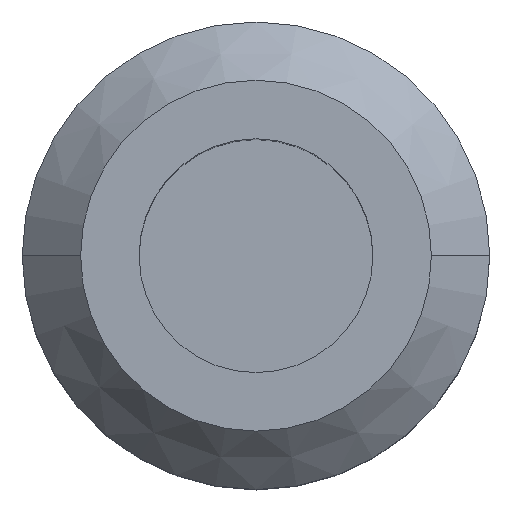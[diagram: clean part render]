
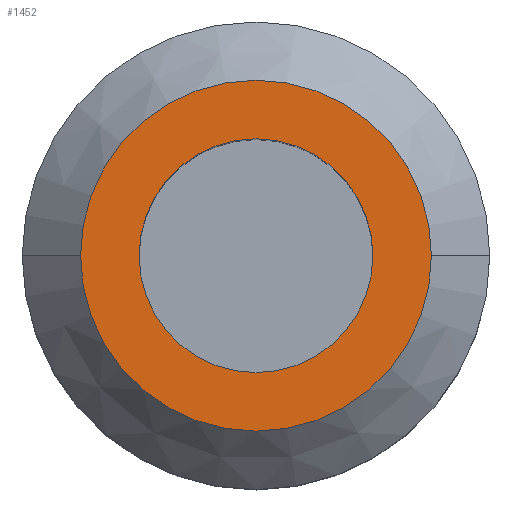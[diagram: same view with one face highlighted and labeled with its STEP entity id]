
A CAD part, top view. The second image highlights one B-rep face of the part: STEP entity #1452.
In plain terms, the highlighted planar face has unit normal (0, 0, 1).
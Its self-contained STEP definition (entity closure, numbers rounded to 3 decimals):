
#14 = CARTESIAN_POINT ( 'NONE',  ( 0., 23.825, 90.488 ) ) ;
#59 = VERTEX_POINT ( 'NONE', #299 ) ;
#70 = CARTESIAN_POINT ( 'NONE',  ( 0., 0., 90.488 ) ) ;
#78 = DIRECTION ( 'NONE',  ( 0., 0., -1. ) ) ;
#96 = EDGE_CURVE ( 'NONE', #1339, #1341, #560, .T. ) ;
#116 = DIRECTION ( 'NONE',  ( -1., 0., 0. ) ) ;
#142 = EDGE_LOOP ( 'NONE', ( #1475, #298 ) ) ;
#147 = DIRECTION ( 'NONE',  ( 0., 0., -1. ) ) ;
#202 = DIRECTION ( 'NONE',  ( -1., 0., 0. ) ) ;
#280 = EDGE_LOOP ( 'NONE', ( #434, #1621 ) ) ;
#298 = ORIENTED_EDGE ( 'NONE', *, *, #768, .T. ) ;
#299 = CARTESIAN_POINT ( 'NONE',  ( -23.825, 0., 90.488 ) ) ;
#388 = AXIS2_PLACEMENT_3D ( 'NONE', #1476, #707, #1590 ) ;
#403 = CIRCLE ( 'NONE', #388, 23.825 ) ;
#434 = ORIENTED_EDGE ( 'NONE', *, *, #746, .F. ) ;
#446 = CIRCLE ( 'NONE', #912, 23.825 ) ;
#503 = FACE_BOUND ( 'NONE', #142, .T. ) ;
#518 = AXIS2_PLACEMENT_3D ( 'NONE', #14, #147, #1048 ) ;
#560 = CIRCLE ( 'NONE', #635, 15.875 ) ;
#635 = AXIS2_PLACEMENT_3D ( 'NONE', #1642, #1017, #116 ) ;
#650 = CARTESIAN_POINT ( 'NONE',  ( 15.875, 0., 90.488 ) ) ;
#682 = EDGE_CURVE ( 'NONE', #1654, #59, #403, .T. ) ;
#707 = DIRECTION ( 'NONE',  ( 0., 0., -1. ) ) ;
#746 = EDGE_CURVE ( 'NONE', #59, #1654, #446, .T. ) ;
#768 = EDGE_CURVE ( 'NONE', #1341, #1339, #1394, .T. ) ;
#806 = PLANE ( 'NONE',  #518 ) ;
#814 = CARTESIAN_POINT ( 'NONE',  ( 23.825, 0., 90.488 ) ) ;
#866 = CARTESIAN_POINT ( 'NONE',  ( 0., 0., 90.488 ) ) ;
#912 = AXIS2_PLACEMENT_3D ( 'NONE', #70, #978, #202 ) ;
#978 = DIRECTION ( 'NONE',  ( 0., 0., -1. ) ) ;
#981 = DIRECTION ( 'NONE',  ( -1., 0., 0. ) ) ;
#1017 = DIRECTION ( 'NONE',  ( 0., 0., -1. ) ) ;
#1048 = DIRECTION ( 'NONE',  ( -1., 0., 0. ) ) ;
#1078 = AXIS2_PLACEMENT_3D ( 'NONE', #866, #78, #981 ) ;
#1102 = FACE_OUTER_BOUND ( 'NONE', #280, .T. ) ;
#1339 = VERTEX_POINT ( 'NONE', #1421 ) ;
#1341 = VERTEX_POINT ( 'NONE', #650 ) ;
#1394 = CIRCLE ( 'NONE', #1078, 15.875 ) ;
#1421 = CARTESIAN_POINT ( 'NONE',  ( -15.875, 0., 90.488 ) ) ;
#1452 = ADVANCED_FACE ( 'NONE', ( #503, #1102 ), #806, .F. ) ;
#1475 = ORIENTED_EDGE ( 'NONE', *, *, #96, .T. ) ;
#1476 = CARTESIAN_POINT ( 'NONE',  ( 0., 0., 90.488 ) ) ;
#1590 = DIRECTION ( 'NONE',  ( -1., 0., 0. ) ) ;
#1621 = ORIENTED_EDGE ( 'NONE', *, *, #682, .F. ) ;
#1642 = CARTESIAN_POINT ( 'NONE',  ( 0., 0., 90.488 ) ) ;
#1654 = VERTEX_POINT ( 'NONE', #814 ) ;
